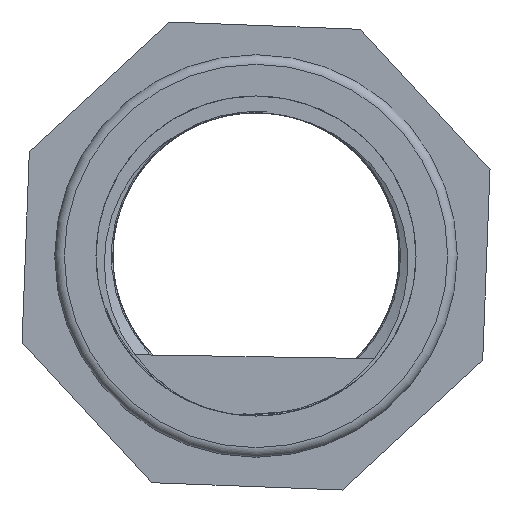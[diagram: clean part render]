
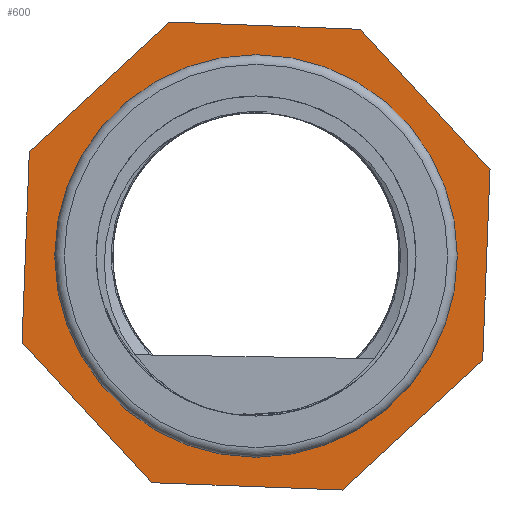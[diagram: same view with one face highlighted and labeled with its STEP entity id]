
A CAD part, left-side view. The second image highlights one B-rep face of the part: STEP entity #600.
In plain terms, the highlighted planar face has unit normal (-1, 0, 0).
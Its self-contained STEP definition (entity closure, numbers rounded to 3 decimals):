
#70=LINE('',#802,#94);
#74=LINE('',#810,#98);
#77=LINE('',#816,#101);
#80=LINE('',#822,#104);
#83=LINE('',#828,#107);
#86=LINE('',#834,#110);
#89=LINE('',#840,#113);
#92=LINE('',#845,#116);
#94=VECTOR('',#683,10.);
#98=VECTOR('',#689,10.);
#101=VECTOR('',#694,10.);
#104=VECTOR('',#699,10.);
#107=VECTOR('',#704,10.);
#110=VECTOR('',#709,10.);
#113=VECTOR('',#714,10.);
#116=VECTOR('',#719,10.);
#131=PLANE('',#655);
#146=FACE_BOUND('',#223,.T.);
#172=FACE_OUTER_BOUND('',#222,.T.);
#222=EDGE_LOOP('',(#470,#471,#472,#473,#474,#475,#476,#477));
#223=EDGE_LOOP('',(#478));
#256=CIRCLE('',#641,10.48);
#273=VERTEX_POINT('',#800);
#274=VERTEX_POINT('',#801);
#277=VERTEX_POINT('',#809);
#279=VERTEX_POINT('',#815);
#281=VERTEX_POINT('',#821);
#283=VERTEX_POINT('',#827);
#285=VERTEX_POINT('',#833);
#287=VERTEX_POINT('',#839);
#291=VERTEX_POINT('',#853);
#332=EDGE_CURVE('',#273,#274,#70,.T.);
#336=EDGE_CURVE('',#274,#277,#74,.T.);
#339=EDGE_CURVE('',#277,#279,#77,.T.);
#342=EDGE_CURVE('',#279,#281,#80,.T.);
#345=EDGE_CURVE('',#281,#283,#83,.T.);
#348=EDGE_CURVE('',#283,#285,#86,.T.);
#351=EDGE_CURVE('',#285,#287,#89,.T.);
#354=EDGE_CURVE('',#287,#273,#92,.T.);
#358=EDGE_CURVE('',#291,#291,#256,.T.);
#470=ORIENTED_EDGE('',*,*,#345,.F.);
#471=ORIENTED_EDGE('',*,*,#342,.F.);
#472=ORIENTED_EDGE('',*,*,#339,.F.);
#473=ORIENTED_EDGE('',*,*,#336,.F.);
#474=ORIENTED_EDGE('',*,*,#332,.F.);
#475=ORIENTED_EDGE('',*,*,#354,.F.);
#476=ORIENTED_EDGE('',*,*,#351,.F.);
#477=ORIENTED_EDGE('',*,*,#348,.F.);
#478=ORIENTED_EDGE('',*,*,#358,.F.);
#600=ADVANCED_FACE('',(#172,#146),#131,.T.);
#641=AXIS2_PLACEMENT_3D('',#854,#729,#730);
#655=AXIS2_PLACEMENT_3D('',#874,#757,#758);
#683=DIRECTION('',(0.,0.999,0.038));
#689=DIRECTION('',(0.,0.679,0.734));
#694=DIRECTION('',(0.,-0.038,0.999));
#699=DIRECTION('',(0.,-0.734,0.679));
#704=DIRECTION('',(0.,-0.999,-0.038));
#709=DIRECTION('',(0.,-0.679,-0.734));
#714=DIRECTION('',(0.,0.038,-0.999));
#719=DIRECTION('',(0.,0.734,-0.679));
#729=DIRECTION('center_axis',(-1.,0.,0.));
#730=DIRECTION('ref_axis',(0.,0.,1.));
#757=DIRECTION('center_axis',(-1.,0.,0.));
#758=DIRECTION('ref_axis',(0.,0.,1.));
#800=CARTESIAN_POINT('',(11.4,-4.505,-12.182));
#801=CARTESIAN_POINT('',(11.4,5.428,-11.8));
#802=CARTESIAN_POINT('',(11.4,2.945,-11.896));
#809=CARTESIAN_POINT('',(11.4,12.182,-4.505));
#810=CARTESIAN_POINT('',(11.4,10.494,-6.329));
#815=CARTESIAN_POINT('',(11.4,11.8,5.428));
#816=CARTESIAN_POINT('',(11.4,11.896,2.945));
#821=CARTESIAN_POINT('',(11.4,4.505,12.182));
#822=CARTESIAN_POINT('',(11.4,6.329,10.494));
#827=CARTESIAN_POINT('',(11.4,-5.428,11.8));
#828=CARTESIAN_POINT('',(11.4,-2.945,11.896));
#833=CARTESIAN_POINT('',(11.4,-12.182,4.505));
#834=CARTESIAN_POINT('',(11.4,-10.494,6.329));
#839=CARTESIAN_POINT('',(11.4,-11.8,-5.428));
#840=CARTESIAN_POINT('',(11.4,-11.896,-2.945));
#845=CARTESIAN_POINT('',(11.4,-6.329,-10.494));
#853=CARTESIAN_POINT('',(11.4,-10.48,0.));
#854=CARTESIAN_POINT('Origin',(11.4,0.,0.));
#874=CARTESIAN_POINT('Origin',(11.4,-10.48,0.));
